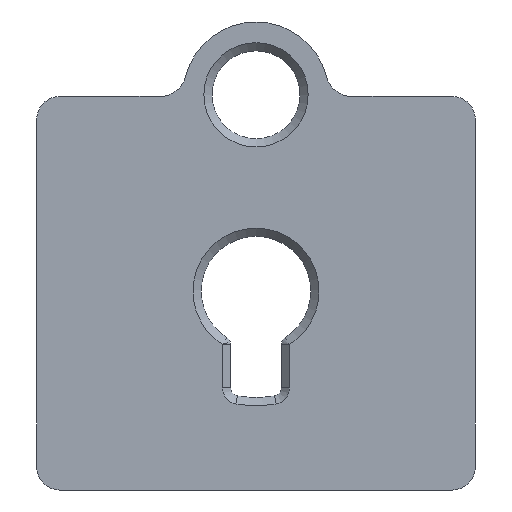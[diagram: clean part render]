
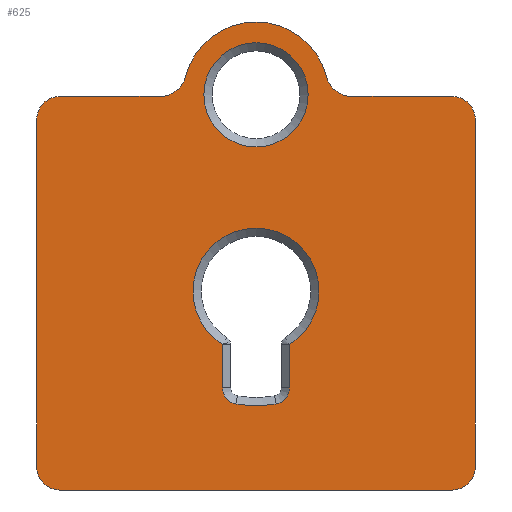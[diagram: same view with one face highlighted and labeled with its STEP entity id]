
A CAD part, left-side view. The second image highlights one B-rep face of the part: STEP entity #625.
In plain terms, the highlighted planar face has unit normal (-1, 0, 0).
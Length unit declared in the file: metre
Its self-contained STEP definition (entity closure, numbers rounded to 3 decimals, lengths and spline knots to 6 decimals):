
#25=CIRCLE('',#667,0.0028);
#27=CIRCLE('',#671,0.0028);
#29=CIRCLE('',#675,0.0028);
#31=CIRCLE('',#679,0.0028);
#33=CIRCLE('',#683,0.0032);
#35=CIRCLE('',#686,0.0089);
#39=CIRCLE('',#692,0.0032);
#49=CIRCLE('',#705,0.006375);
#50=CIRCLE('',#706,0.002);
#51=CIRCLE('',#707,0.0077);
#52=CIRCLE('',#708,0.002);
#53=CIRCLE('',#709,0.014);
#171=ORIENTED_EDGE('',*,*,#312,.T.);
#172=ORIENTED_EDGE('',*,*,#313,.T.);
#173=ORIENTED_EDGE('',*,*,#314,.T.);
#174=ORIENTED_EDGE('',*,*,#315,.T.);
#175=ORIENTED_EDGE('',*,*,#316,.T.);
#176=ORIENTED_EDGE('',*,*,#317,.T.);
#177=ORIENTED_EDGE('',*,*,#318,.T.);
#178=ORIENTED_EDGE('',*,*,#300,.F.);
#179=ORIENTED_EDGE('',*,*,#264,.T.);
#180=ORIENTED_EDGE('',*,*,#269,.F.);
#181=ORIENTED_EDGE('',*,*,#271,.T.);
#182=ORIENTED_EDGE('',*,*,#275,.F.);
#183=ORIENTED_EDGE('',*,*,#277,.T.);
#184=ORIENTED_EDGE('',*,*,#281,.F.);
#185=ORIENTED_EDGE('',*,*,#284,.F.);
#186=ORIENTED_EDGE('',*,*,#287,.F.);
#187=ORIENTED_EDGE('',*,*,#289,.T.);
#188=ORIENTED_EDGE('',*,*,#293,.F.);
#189=ORIENTED_EDGE('',*,*,#295,.T.);
#264=EDGE_CURVE('',#349,#350,#406,.T.);
#269=EDGE_CURVE('',#353,#350,#25,.F.);
#271=EDGE_CURVE('',#353,#355,#411,.T.);
#275=EDGE_CURVE('',#357,#355,#27,.F.);
#277=EDGE_CURVE('',#357,#359,#415,.T.);
#281=EDGE_CURVE('',#361,#359,#29,.F.);
#284=EDGE_CURVE('',#363,#361,#420,.T.);
#287=EDGE_CURVE('',#365,#363,#31,.F.);
#289=EDGE_CURVE('',#365,#367,#423,.T.);
#293=EDGE_CURVE('',#369,#367,#33,.T.);
#295=EDGE_CURVE('',#369,#371,#35,.T.);
#300=EDGE_CURVE('',#349,#371,#39,.T.);
#312=EDGE_CURVE('',#381,#381,#49,.F.);
#313=EDGE_CURVE('',#382,#383,#50,.F.);
#314=EDGE_CURVE('',#383,#384,#430,.T.);
#315=EDGE_CURVE('',#384,#385,#51,.F.);
#316=EDGE_CURVE('',#385,#386,#431,.T.);
#317=EDGE_CURVE('',#386,#387,#52,.F.);
#318=EDGE_CURVE('',#387,#382,#53,.F.);
#349=VERTEX_POINT('',#979);
#350=VERTEX_POINT('',#980);
#353=VERTEX_POINT('',#988);
#355=VERTEX_POINT('',#994);
#357=VERTEX_POINT('',#1000);
#359=VERTEX_POINT('',#1006);
#361=VERTEX_POINT('',#1012);
#363=VERTEX_POINT('',#1018);
#365=VERTEX_POINT('',#1024);
#367=VERTEX_POINT('',#1030);
#369=VERTEX_POINT('',#1036);
#371=VERTEX_POINT('',#1042);
#381=VERTEX_POINT('',#1074);
#382=VERTEX_POINT('',#1076);
#383=VERTEX_POINT('',#1077);
#384=VERTEX_POINT('',#1079);
#385=VERTEX_POINT('',#1081);
#386=VERTEX_POINT('',#1083);
#387=VERTEX_POINT('',#1085);
#406=LINE('',#978,#450);
#411=LINE('',#993,#455);
#415=LINE('',#1005,#459);
#420=LINE('',#1020,#464);
#423=LINE('',#1029,#467);
#430=LINE('',#1078,#474);
#431=LINE('',#1082,#475);
#450=VECTOR('',#765,1.);
#455=VECTOR('',#778,1.);
#459=VECTOR('',#790,1.);
#464=VECTOR('',#803,1.);
#467=VECTOR('',#814,1.);
#474=VECTOR('',#871,1.);
#475=VECTOR('',#874,1.);
#507=EDGE_LOOP('',(#171));
#508=EDGE_LOOP('',(#172,#173,#174,#175,#176,#177));
#509=EDGE_LOOP('',(#178,#179,#180,#181,#182,#183,#184,#185,#186,#187,#188,
#189));
#561=FACE_BOUND('',#507,.T.);
#562=FACE_BOUND('',#508,.T.);
#563=FACE_BOUND('',#509,.T.);
#602=PLANE('',#704);
#625=ADVANCED_FACE('',(#561,#562,#563),#602,.T.);
#667=AXIS2_PLACEMENT_3D('',#990,#772,#773);
#671=AXIS2_PLACEMENT_3D('',#1002,#784,#785);
#675=AXIS2_PLACEMENT_3D('',#1014,#796,#797);
#679=AXIS2_PLACEMENT_3D('',#1026,#808,#809);
#683=AXIS2_PLACEMENT_3D('',#1038,#820,#821);
#686=AXIS2_PLACEMENT_3D('',#1041,#826,#827);
#692=AXIS2_PLACEMENT_3D('',#1052,#839,#840);
#704=AXIS2_PLACEMENT_3D('',#1072,#865,#866);
#705=AXIS2_PLACEMENT_3D('',#1073,#867,#868);
#706=AXIS2_PLACEMENT_3D('',#1075,#869,#870);
#707=AXIS2_PLACEMENT_3D('',#1080,#872,#873);
#708=AXIS2_PLACEMENT_3D('',#1084,#875,#876);
#709=AXIS2_PLACEMENT_3D('',#1086,#877,#878);
#765=DIRECTION('',(0.,1.,0.));
#772=DIRECTION('',(-1.,0.,0.));
#773=DIRECTION('',(0.,0.,1.));
#778=DIRECTION('',(0.,0.,-1.));
#784=DIRECTION('',(-1.,0.,0.));
#785=DIRECTION('',(0.,0.,1.));
#790=DIRECTION('',(0.,-1.,0.));
#796=DIRECTION('',(-1.,0.,0.));
#797=DIRECTION('',(0.,0.,1.));
#803=DIRECTION('',(0.,0.,-1.));
#808=DIRECTION('',(-1.,0.,0.));
#809=DIRECTION('',(0.,0.,1.));
#814=DIRECTION('',(0.,1.,0.));
#820=DIRECTION('',(-1.,0.,0.));
#821=DIRECTION('',(0.,0.,1.));
#826=DIRECTION('',(-1.,0.,0.));
#827=DIRECTION('',(0.,0.,1.));
#839=DIRECTION('',(-1.,0.,0.));
#840=DIRECTION('',(0.,0.,1.));
#865=DIRECTION('',(-1.,0.,0.));
#866=DIRECTION('',(0.,0.,1.));
#867=DIRECTION('',(-1.,0.,0.));
#868=DIRECTION('',(0.,0.,1.));
#869=DIRECTION('',(-1.,0.,0.));
#870=DIRECTION('',(0.,0.,1.));
#871=DIRECTION('',(0.,0.,1.));
#872=DIRECTION('',(-1.,0.,0.));
#873=DIRECTION('',(0.,0.,1.));
#874=DIRECTION('',(0.,0.,-1.));
#875=DIRECTION('',(-1.,0.,0.));
#876=DIRECTION('',(0.,0.,1.));
#877=DIRECTION('',(-1.,0.,0.));
#878=DIRECTION('',(0.,0.,1.));
#978=CARTESIAN_POINT('',(-0.105,0.062861,-0.0182));
#979=CARTESIAN_POINT('',(-0.105,0.056722,-0.0182));
#980=CARTESIAN_POINT('',(-0.105,0.069,-0.0182));
#988=CARTESIAN_POINT('',(-0.105,0.0718,-0.021));
#990=CARTESIAN_POINT('',(-0.105,0.069,-0.021));
#993=CARTESIAN_POINT('',(-0.105,0.0718,-0.04225));
#994=CARTESIAN_POINT('',(-0.105,0.0718,-0.0635));
#1000=CARTESIAN_POINT('',(-0.105,0.069,-0.0663));
#1002=CARTESIAN_POINT('',(-0.105,0.069,-0.0635));
#1005=CARTESIAN_POINT('',(-0.105,0.045,-0.0663));
#1006=CARTESIAN_POINT('',(-0.105,0.021,-0.0663));
#1012=CARTESIAN_POINT('',(-0.105,0.0182,-0.0635));
#1014=CARTESIAN_POINT('',(-0.105,0.021,-0.0635));
#1018=CARTESIAN_POINT('',(-0.105,0.0182,-0.021));
#1020=CARTESIAN_POINT('',(-0.105,0.0182,-0.04225));
#1024=CARTESIAN_POINT('',(-0.105,0.021,-0.0182));
#1026=CARTESIAN_POINT('',(-0.105,0.021,-0.021));
#1029=CARTESIAN_POINT('',(-0.105,0.027139,-0.0182));
#1030=CARTESIAN_POINT('',(-0.105,0.033278,-0.0182));
#1036=CARTESIAN_POINT('',(-0.105,0.036378,-0.015793));
#1038=CARTESIAN_POINT('',(-0.105,0.033278,-0.015));
#1041=CARTESIAN_POINT('',(-0.105,0.045,-0.018));
#1042=CARTESIAN_POINT('',(-0.105,0.053622,-0.015793));
#1052=CARTESIAN_POINT('',(-0.105,0.056722,-0.015));
#1072=CARTESIAN_POINT('',(-0.105,0.,-0.074002));
#1073=CARTESIAN_POINT('',(-0.105,0.045,-0.018));
#1074=CARTESIAN_POINT('',(-0.105,0.045,-0.011625));
#1075=CARTESIAN_POINT('',(-0.105,0.0471,-0.053815));
#1076=CARTESIAN_POINT('',(-0.105,0.04745,-0.055784));
#1077=CARTESIAN_POINT('',(-0.105,0.0491,-0.053815));
#1078=CARTESIAN_POINT('',(-0.105,0.0491,-0.074002));
#1079=CARTESIAN_POINT('',(-0.105,0.0491,-0.048518));
#1080=CARTESIAN_POINT('',(-0.105,0.045,-0.042));
#1081=CARTESIAN_POINT('',(-0.105,0.0409,-0.048518));
#1082=CARTESIAN_POINT('',(-0.105,0.0409,-0.053815));
#1083=CARTESIAN_POINT('',(-0.105,0.0409,-0.053815));
#1084=CARTESIAN_POINT('',(-0.105,0.0429,-0.053815));
#1085=CARTESIAN_POINT('',(-0.105,0.04255,-0.055784));
#1086=CARTESIAN_POINT('',(-0.105,0.045,-0.042));
